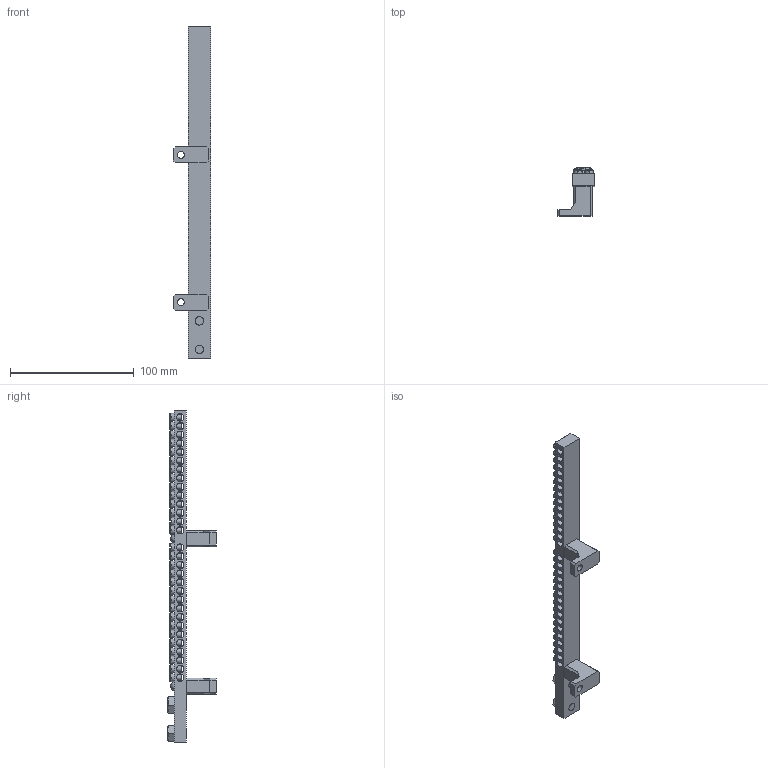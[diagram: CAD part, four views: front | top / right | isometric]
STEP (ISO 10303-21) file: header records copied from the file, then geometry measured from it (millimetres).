
FILE_DESCRIPTION (( 'STEP AP214' ), '1' );
FILE_NAME ('Øèíà N íîëü íà äâóõ óãë. èçîë. 200À ØÍÈ-10õ18-60-L2-Ñ IEK.STEP', '2023-04-13T12:58:09', ( '' ), ( '' ), 'SwSTEP 2.0', 'SolidWorks 2022', '' );
FILE_SCHEMA (( 'AUTOMOTIVE_DESIGN' ));
Length unit declared in the file: millimetre
Products named in the file (6): Винт M8; Винт М4; Шина N ноль на двух угл. изол. 200А ШНИ-10х18-60-L2-С IEK; Винт М5; Шина 30; Ножка
Assembly tree (67 placements, depth 2):
  Шина N ноль на двух угл. изол. 200А ШНИ-10х18-60-L2-С IEK
    Шина 30
    Ножка  x2
    Винт M8  x2
    Винт М4  x2
    Винт М5  x60
Bounding box: 30 x 39 x 268 mm (x, y, z)
Volume: 53363.3 mm3; surface area: 45487.2 mm2
Topology: 67 solids, 67 shells, 1716 faces, 4708 edges, 3136 vertices
Faces by surface type: plane 1020, cylinder 448, torus 240, cone 4, sphere 4
Entity records: 15108 total; most frequent: CARTESIAN_POINT 5708, ORIENTED_EDGE 1984, DIRECTION 1770, EDGE_CURVE 992, AXIS2_PLACEMENT_3D 674, VERTEX_POINT 660, EDGE_LOOP 424, LINE 422
